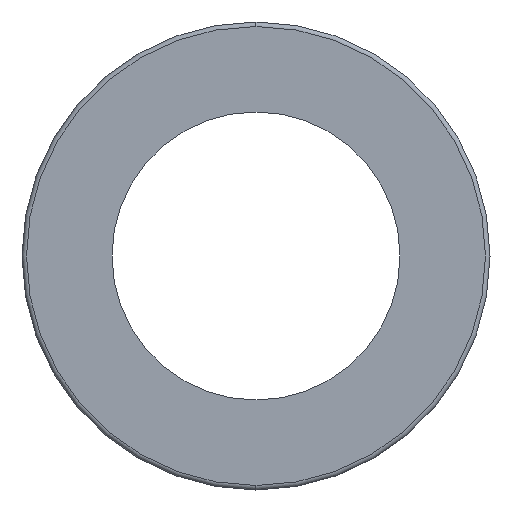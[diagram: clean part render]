
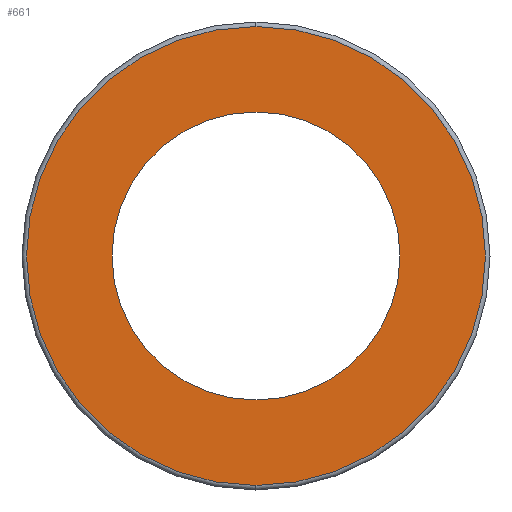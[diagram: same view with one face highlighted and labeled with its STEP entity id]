
A CAD part, left-side view. The second image highlights one B-rep face of the part: STEP entity #661.
In plain terms, the highlighted planar face has unit normal (-1, 0, 0).
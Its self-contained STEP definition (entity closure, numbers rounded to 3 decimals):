
#13 = EDGE_CURVE ( 'NONE', #50, #78, #423, .T. ) ;
#14 = EDGE_CURVE ( 'NONE', #135, #176, #407, .T. ) ;
#31 = DIRECTION ( 'NONE',  ( -1., 0., 0. ) ) ;
#38 = CARTESIAN_POINT ( 'NONE',  ( -34., 0., 0. ) ) ;
#49 = DIRECTION ( 'NONE',  ( 0., 0., -1. ) ) ;
#50 = VERTEX_POINT ( 'NONE', #224 ) ;
#54 = DIRECTION ( 'NONE',  ( 1., 0., 0. ) ) ;
#63 = PLANE ( 'NONE',  #356 ) ;
#71 = CARTESIAN_POINT ( 'NONE',  ( -34., 8., 0. ) ) ;
#74 = DIRECTION ( 'NONE',  ( 0., 0., 1. ) ) ;
#78 = VERTEX_POINT ( 'NONE', #101 ) ;
#88 = CARTESIAN_POINT ( 'NONE',  ( -34., 0., 12.75 ) ) ;
#98 = DIRECTION ( 'NONE',  ( 0., 0., -1. ) ) ;
#101 = CARTESIAN_POINT ( 'NONE',  ( -34., 0., -8. ) ) ;
#121 = CARTESIAN_POINT ( 'NONE',  ( -34., 0., 0. ) ) ;
#135 = VERTEX_POINT ( 'NONE', #258 ) ;
#145 = DIRECTION ( 'NONE',  ( -1., 0., 0. ) ) ;
#146 = DIRECTION ( 'NONE',  ( -1., 0., 0. ) ) ;
#155 = CARTESIAN_POINT ( 'NONE',  ( -34., 0., 0. ) ) ;
#176 = VERTEX_POINT ( 'NONE', #88 ) ;
#194 = CARTESIAN_POINT ( 'NONE',  ( -34., 0., 0. ) ) ;
#203 = DIRECTION ( 'NONE',  ( 0., 0., 1. ) ) ;
#224 = CARTESIAN_POINT ( 'NONE',  ( -34., 0., 8. ) ) ;
#228 = DIRECTION ( 'NONE',  ( -1., 0., 0. ) ) ;
#258 = CARTESIAN_POINT ( 'NONE',  ( -34., 0., -12.75 ) ) ;
#264 = DIRECTION ( 'NONE',  ( 0., 0., -1. ) ) ;
#303 = EDGE_CURVE ( 'NONE', #176, #135, #500, .T. ) ;
#308 = EDGE_CURVE ( 'NONE', #78, #50, #489, .T. ) ;
#317 = AXIS2_PLACEMENT_3D ( 'NONE', #155, #146, #203 ) ;
#320 = AXIS2_PLACEMENT_3D ( 'NONE', #194, #145, #264 ) ;
#332 = AXIS2_PLACEMENT_3D ( 'NONE', #38, #31, #98 ) ;
#333 = AXIS2_PLACEMENT_3D ( 'NONE', #121, #228, #74 ) ;
#356 = AXIS2_PLACEMENT_3D ( 'NONE', #71, #54, #49 ) ;
#407 = CIRCLE ( 'NONE', #320, 12.75 ) ;
#423 = CIRCLE ( 'NONE', #317, 8. ) ;
#441 = EDGE_LOOP ( 'NONE', ( #469, #465 ) ) ;
#455 = ORIENTED_EDGE ( 'NONE', *, *, #308, .F. ) ;
#465 = ORIENTED_EDGE ( 'NONE', *, *, #303, .T. ) ;
#469 = ORIENTED_EDGE ( 'NONE', *, *, #14, .T. ) ;
#489 = CIRCLE ( 'NONE', #333, 8. ) ;
#500 = CIRCLE ( 'NONE', #332, 12.75 ) ;
#545 = EDGE_LOOP ( 'NONE', ( #553, #455 ) ) ;
#553 = ORIENTED_EDGE ( 'NONE', *, *, #13, .F. ) ;
#614 = FACE_BOUND ( 'NONE', #545, .T. ) ;
#623 = FACE_OUTER_BOUND ( 'NONE', #441, .T. ) ;
#661 = ADVANCED_FACE ( 'NONE', ( #623, #614 ), #63, .F. ) ;
